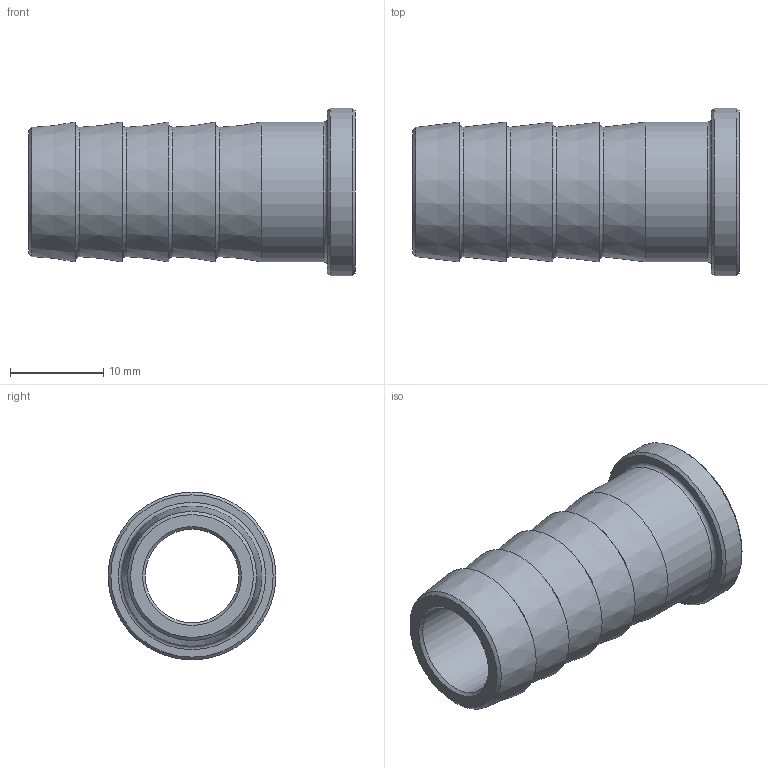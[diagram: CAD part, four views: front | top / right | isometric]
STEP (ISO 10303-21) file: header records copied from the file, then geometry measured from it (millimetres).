
FILE_DESCRIPTION(/* description */ (''),/* implementation_level */ '2;1');
FILE_NAME(/* name */ '3D_R666-SLE-15-DN15_17113420.stp',/* time_stamp */ '2021-06-18T10:16:49+02:00',/* author */ ('cad'),/* organization */ (''),/* preprocessor_version */ 'ST-DEVELOPER v18.1',/* originating_system */ 'Autodesk Inventor 2022',/* authorisation */ '');
FILE_SCHEMA (('AUTOMOTIVE_DESIGN { 1 0 10303 214 3 1 1 }'));
Length unit declared in the file: millimetre
Products named in the file (1): 3D_R666-SLE-15-DN15_17113420
Bounding box: 35 x 18 x 18 mm (x, y, z)
Volume: 3289.8 mm3; surface area: 3073.5 mm2
Topology: 1 solids, 1 shells, 25 faces, 52 edges, 34 vertices
Faces by surface type: cone 10, plane 7, torus 5, cylinder 3
Full cylindrical faces by diameter (mm): 10 x1, 15 x1, 18 x1
Entity records: 734 total; most frequent: DIRECTION 143, CARTESIAN_POINT 112, ORIENTED_EDGE 104, AXIS2_PLACEMENT_3D 65, EDGE_CURVE 52, CIRCLE 39, VERTEX_POINT 34, EDGE_LOOP 32
